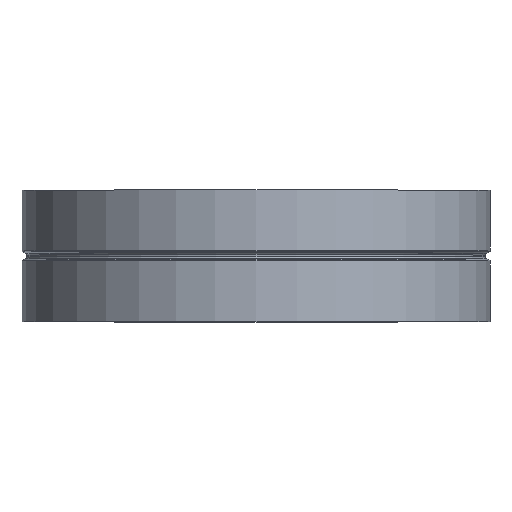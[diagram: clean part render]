
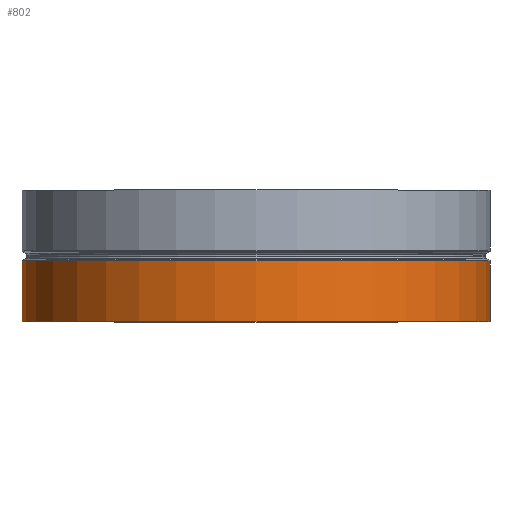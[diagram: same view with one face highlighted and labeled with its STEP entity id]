
A CAD part, top view. The second image highlights one B-rep face of the part: STEP entity #802.
In plain terms, the highlighted cylindrical face has radius 400.825 mm (diameter 801.65 mm), a full revolution.
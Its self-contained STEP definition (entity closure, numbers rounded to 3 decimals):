
#275=CARTESIAN_POINT('',(400.825,104.0,0.007));
#276=VERTEX_POINT('',#275);
#308=CARTESIAN_POINT('',(400.825,0.0,0.007));
#309=VERTEX_POINT('',#308);
#310=CARTESIAN_POINT('',(400.825,0.0,0.007));
#311=DIRECTION('',(0.0,1.0,0.0));
#312=VECTOR('',#311,104.0);
#313=LINE('',#310,#312);
#314=EDGE_CURVE('',#309,#276,#313,.T.);
#340=CARTESIAN_POINT('',(400.825,104.0,0.0));
#341=VERTEX_POINT('',#340);
#761=CARTESIAN_POINT('',(400.825,0.0,0.0));
#762=VERTEX_POINT('',#761);
#763=CARTESIAN_POINT('',(0.0,0.0,0.0));
#764=DIRECTION('',(0.0,1.0,0.0));
#765=DIRECTION('',(1.0,0.0,0.0));
#766=AXIS2_PLACEMENT_3D('',#763,#764,#765);
#767=CIRCLE('',#766,400.825);
#768=EDGE_CURVE('',#762,#309,#767,.T.);
#780=CARTESIAN_POINT('',(0.0,112.5,0.0));
#781=DIRECTION('',(0.0,1.0,0.0));
#782=DIRECTION('',(1.0,0.0,0.0));
#783=AXIS2_PLACEMENT_3D('',#780,#781,#782);
#784=CYLINDRICAL_SURFACE('',#783,400.825);
#785=ORIENTED_EDGE('',*,*,#314,.T.);
#786=CARTESIAN_POINT('',(0.0,104.0,0.0));
#787=DIRECTION('',(0.0,1.0,0.0));
#788=DIRECTION('',(1.0,0.0,0.0));
#789=AXIS2_PLACEMENT_3D('',#786,#787,#788);
#790=CIRCLE('',#789,400.825);
#791=EDGE_CURVE('',#341,#276,#790,.T.);
#792=ORIENTED_EDGE('',*,*,#791,.F.);
#793=CARTESIAN_POINT('',(400.825,0.0,0.0));
#794=DIRECTION('',(0.0,1.0,0.0));
#795=VECTOR('',#794,104.0);
#796=LINE('',#793,#795);
#797=EDGE_CURVE('',#762,#341,#796,.T.);
#798=ORIENTED_EDGE('',*,*,#797,.F.);
#799=ORIENTED_EDGE('',*,*,#768,.T.);
#800=EDGE_LOOP('',(#785,#792,#798,#799));
#801=FACE_OUTER_BOUND('',#800,.T.);
#802=ADVANCED_FACE('',(#801),#784,.T.);
